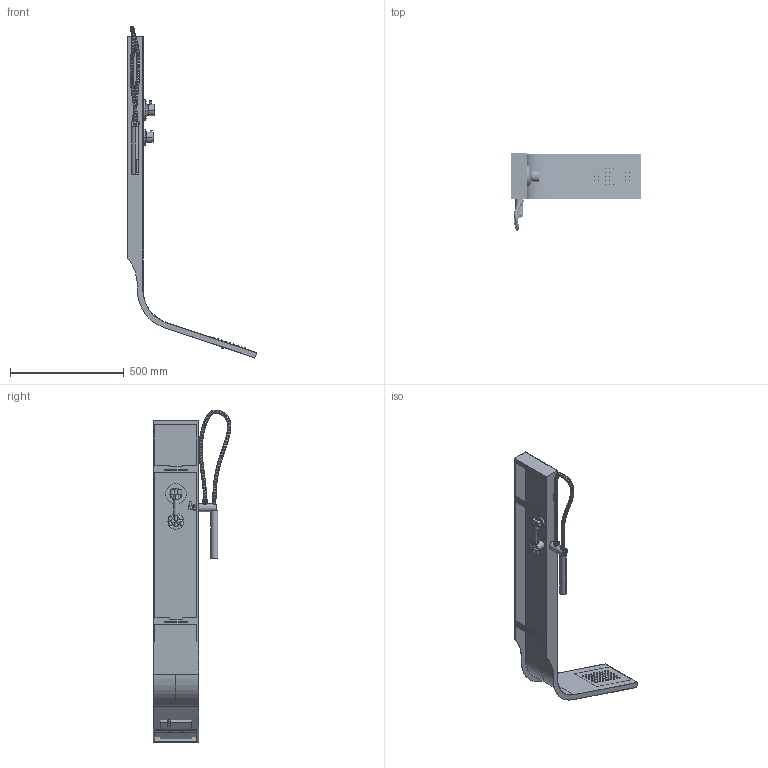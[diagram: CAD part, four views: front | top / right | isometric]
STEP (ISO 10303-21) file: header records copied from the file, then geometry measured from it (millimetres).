
FILE_DESCRIPTION((''),'2;1');
FILE_NAME('CLAI10CC3CR__ASM','2020-06-30T',('Administrator'),(''),'CREO PARAMETRIC BY PTC INC, 2014440','CREO PARAMETRIC BY PTC INC, 2014440','');
FILE_SCHEMA(('CONFIG_CONTROL_DESIGN'));
Products named in the file (20): A9558_9; LONGTOU_1; SHOULUN1_7_1; SHOULUN1_7_2; SHOULUN1_7_ASM; SHOULUN2_4_1; SHOULUN2_4_2; SHOULUN2_4_ASM; SHENJIANGZUO_5; PRT0125_6_1; PRT0125_6_2; PRT0125_6_ASM; 5X10-1_3; SHS_1; XJDP_1; 1-2LM_1; SLJT2_5; M6_2; ASM0001_ASM_10_ASM; CLAI10CC3CR__ASM
Assembly tree (20 placements, depth 4):
  CLAI10CC3CR__ASM
    ASM0001_ASM_10_ASM
      A9558_9
      LONGTOU_1
      SHOULUN1_7_ASM
        SHOULUN1_7_1
        SHOULUN1_7_2
      SHOULUN2_4_ASM
        SHOULUN2_4_1
        SHOULUN2_4_2
      SHENJIANGZUO_5
      PRT0125_6_ASM
        PRT0125_6_1
        PRT0125_6_2
      5X10-1_3
      SHS_1
      XJDP_1
      1-2LM_1
      SLJT2_5
      M6_2  x2
Bounding box: 570 x 341.29 x 1460.47 mm (x, y, z)
Volume: 1677609.6 mm3; surface area: 1410558.5 mm2
Topology: 16 solids, 17 shells, 1054 faces, 2475 edges, 1649 vertices
Faces by surface type: cylinder 666, plane 309, bspline 51, torus 10, cone 10, sphere 8
Entity records: 60877 total; most frequent: CARTESIAN_POINT 37037, DIRECTION 4989, ORIENTED_EDGE 4666, EDGE_CURVE 2333, AXIS2_PLACEMENT_3D 2041, VERTEX_POINT 1557, EDGE_LOOP 1326, CIRCLE 1019
